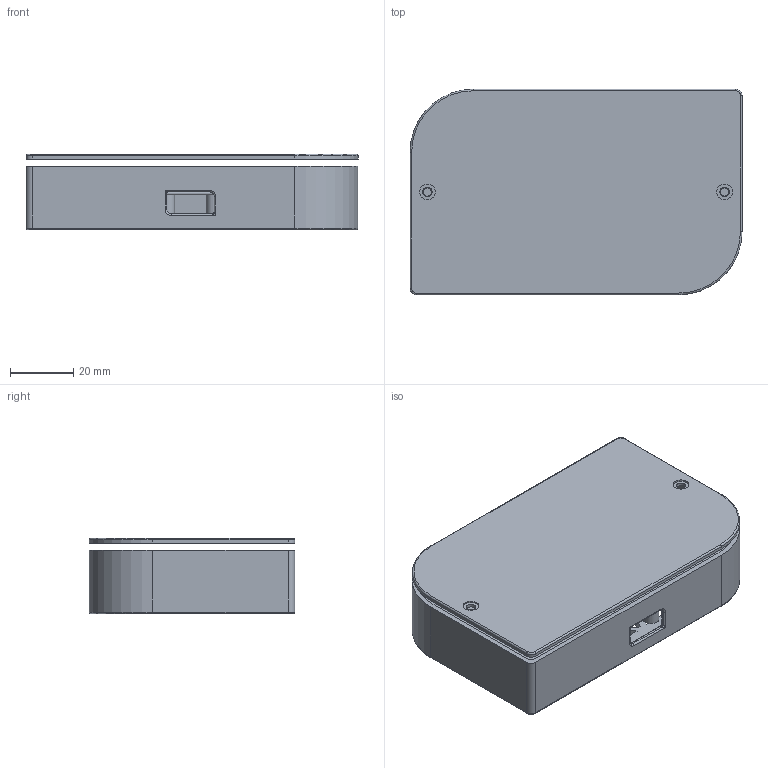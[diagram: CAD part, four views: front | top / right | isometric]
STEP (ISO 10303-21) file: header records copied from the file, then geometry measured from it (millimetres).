
FILE_DESCRIPTION(/* description */ (''),/* implementation_level */ '2;1');
FILE_NAME(/* name */ '66a6f0d2-1995-4d84-b514-76071741c6dd.stp',/* time_stamp */ '2019-08-06T04:11:53+00:00',/* author */ (''),/* organization */ (''),/* preprocessor_version */ 'ST-DEVELOPER v18',/* originating_system */ 'Autodesk Translation Framework v8.2.0.1029',/* authorisation */ '');
FILE_SCHEMA (('AUTOMOTIVE_DESIGN { 1 0 10303 214 3 1 1 }'));
Length unit declared in the file: millimetre
Products named in the file (4): bbb; back plate; mid plate; front plate
Assembly tree (3 placements, depth 2):
  bbb
    back plate
    mid plate
    front plate
Bounding box: 105.02 x 65.01 x 23.86 mm (x, y, z)
Volume: 32783.9 mm3; surface area: 48680.5 mm2
Topology: 3 solids, 3 shells, 273 faces, 732 edges, 474 vertices
Faces by surface type: plane 200, cylinder 53, torus 16, bspline 4
Full cylindrical faces by diameter (mm): 2.6 x2, 3 x6, 5 x8
Entity records: 8749 total; most frequent: CARTESIAN_POINT 1588, ORIENTED_EDGE 1456, DIRECTION 1408, EDGE_CURVE 728, LINE 600, VECTOR 600, VERTEX_POINT 474, AXIS2_PLACEMENT_3D 404
